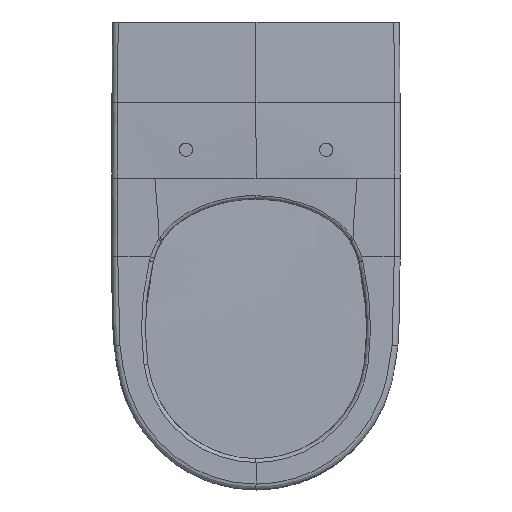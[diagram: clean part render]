
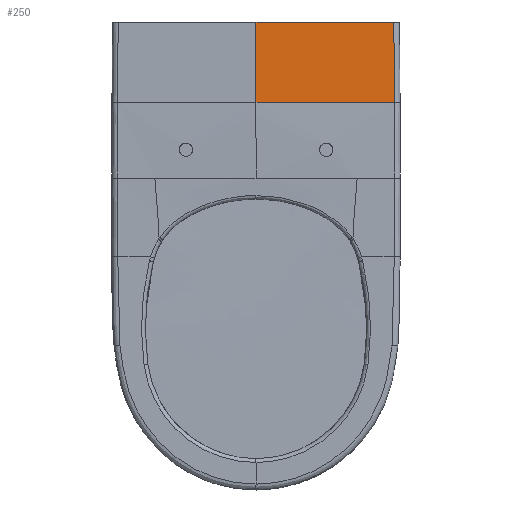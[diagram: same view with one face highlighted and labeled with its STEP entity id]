
A CAD part, top view. The second image highlights one B-rep face of the part: STEP entity #250.
In plain terms, the highlighted free-form (B-spline) face has degree [3, 3] with [6, 11] control points.
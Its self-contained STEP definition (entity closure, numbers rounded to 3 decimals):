
#120=(
BOUNDED_CURVE()
B_SPLINE_CURVE(3,(#7137,#7138,#7139,#7140,#7141,#7142,#7143,#7144),
 .UNSPECIFIED.,.F.,.F.)
B_SPLINE_CURVE_WITH_KNOTS((4,2,2,4),(0.,0.497,0.749,
1.),.UNSPECIFIED.)
CURVE()
GEOMETRIC_REPRESENTATION_ITEM()
RATIONAL_B_SPLINE_CURVE((1.,1.,1.,1.,1.,1.,1.,1.))
REPRESENTATION_ITEM('')
);
#250=ADVANCED_FACE('',(#370),#299,.T.);
#299=B_SPLINE_SURFACE_WITH_KNOTS('',3,3,((#7162,#7163,#7164,#7165,#7166,
#7167,#7168,#7169,#7170,#7171,#7172),(#7173,#7174,#7175,#7176,#7177,#7178,
#7179,#7180,#7181,#7182,#7183),(#7184,#7185,#7186,#7187,#7188,#7189,#7190,
#7191,#7192,#7193,#7194),(#7195,#7196,#7197,#7198,#7199,#7200,#7201,#7202,
#7203,#7204,#7205),(#7206,#7207,#7208,#7209,#7210,#7211,#7212,#7213,#7214,
#7215,#7216),(#7217,#7218,#7219,#7220,#7221,#7222,#7223,#7224,#7225,#7226,
#7227)),.UNSPECIFIED.,.F.,.F.,.F.,(4,1,1,4),(4,1,1,1,1,1,1,1,4),(0.,0.167,
0.833,1.),(0.,0.014,0.136,0.227,
0.257,0.287,0.379,0.5,1.),
 .UNSPECIFIED.);
#370=FACE_OUTER_BOUND('',#460,.T.);
#460=EDGE_LOOP('',(#768,#769,#770,#771));
#768=ORIENTED_EDGE('',*,*,#1300,.F.);
#769=ORIENTED_EDGE('',*,*,#1301,.F.);
#770=ORIENTED_EDGE('',*,*,#1302,.F.);
#771=ORIENTED_EDGE('',*,*,#1303,.F.);
#1098=VERTEX_POINT('',#7135);
#1099=VERTEX_POINT('',#7136);
#1100=VERTEX_POINT('',#7145);
#1101=VERTEX_POINT('',#7150);
#1300=EDGE_CURVE('',#1098,#1099,#1509,.T.);
#1301=EDGE_CURVE('',#1100,#1098,#120,.T.);
#1302=EDGE_CURVE('',#1101,#1100,#1510,.T.);
#1303=EDGE_CURVE('',#1099,#1101,#1511,.T.);
#1509=B_SPLINE_CURVE_WITH_KNOTS('',3,(#7131,#7132,#7133,#7134),
 .UNSPECIFIED.,.F.,.F.,(4,4),(0.,1.),.UNSPECIFIED.);
#1510=B_SPLINE_CURVE_WITH_KNOTS('',3,(#7146,#7147,#7148,#7149),
 .UNSPECIFIED.,.F.,.F.,(4,4),(0.,1.),.UNSPECIFIED.);
#1511=B_SPLINE_CURVE_WITH_KNOTS('',3,(#7151,#7152,#7153,#7154,#7155,#7156,
#7157,#7158,#7159,#7160,#7161),.UNSPECIFIED.,.F.,.F.,(4,1,1,1,1,1,1,1,4),
(0.,0.014,0.136,0.227,0.257,
0.287,0.379,0.5,1.),.UNSPECIFIED.);
#7131=CARTESIAN_POINT('',(177.449,-102.993,0.176));
#7132=CARTESIAN_POINT('',(118.331,-102.993,2.559));
#7133=CARTESIAN_POINT('',(59.165,-102.993,3.751));
#7134=CARTESIAN_POINT('',(0.,-102.993,3.751));
#7135=CARTESIAN_POINT('',(177.449,-102.993,0.175));
#7136=CARTESIAN_POINT('',(0.,-102.993,3.751));
#7137=CARTESIAN_POINT('',(176.854,0.,0.191));
#7138=CARTESIAN_POINT('',(177.109,-17.06,0.146));
#7139=CARTESIAN_POINT('',(177.254,-34.12,0.125));
#7140=CARTESIAN_POINT('',(177.333,-59.815,0.129));
#7141=CARTESIAN_POINT('',(177.351,-68.45,0.136));
#7142=CARTESIAN_POINT('',(177.399,-85.72,0.154));
#7143=CARTESIAN_POINT('',(177.424,-94.357,0.165));
#7144=CARTESIAN_POINT('',(177.449,-102.993,0.175));
#7145=CARTESIAN_POINT('',(176.854,0.,0.191));
#7146=CARTESIAN_POINT('',(0.,0.,3.766));
#7147=CARTESIAN_POINT('',(58.937,0.,3.766));
#7148=CARTESIAN_POINT('',(117.889,0.,2.574));
#7149=CARTESIAN_POINT('',(176.854,0.,0.191));
#7150=CARTESIAN_POINT('',(0.,0.,3.766));
#7151=CARTESIAN_POINT('',(0.,-102.993,3.751));
#7152=CARTESIAN_POINT('',(0.,-102.022,3.751));
#7153=CARTESIAN_POINT('',(-0.001,-92.712,3.747));
#7154=CARTESIAN_POINT('',(0.002,-77.148,3.736));
#7155=CARTESIAN_POINT('',(0.002,-60.47,3.727));
#7156=CARTESIAN_POINT('',(0.,-50.047,3.725));
#7157=CARTESIAN_POINT('',(-0.001,-39.623,3.725));
#7158=CARTESIAN_POINT('',(-0.002,-22.946,3.732));
#7159=CARTESIAN_POINT('',(0.004,25.971,3.796));
#7160=CARTESIAN_POINT('',(-0.012,68.627,3.956));
#7161=CARTESIAN_POINT('',(-0.025,102.946,4.085));
#7162=CARTESIAN_POINT('',(-46.186,-102.993,3.529));
#7163=CARTESIAN_POINT('',(-46.186,-102.022,3.529));
#7164=CARTESIAN_POINT('',(-46.179,-92.712,3.524));
#7165=CARTESIAN_POINT('',(-46.166,-77.148,3.513));
#7166=CARTESIAN_POINT('',(-46.155,-60.47,3.504));
#7167=CARTESIAN_POINT('',(-46.149,-50.046,3.501));
#7168=CARTESIAN_POINT('',(-46.141,-39.623,3.501));
#7169=CARTESIAN_POINT('',(-46.113,-22.945,3.509));
#7170=CARTESIAN_POINT('',(-45.962,25.972,3.574));
#7171=CARTESIAN_POINT('',(-45.682,68.627,3.739));
#7172=CARTESIAN_POINT('',(-45.456,102.946,3.871));
#7173=CARTESIAN_POINT('',(-30.79,-102.993,3.671));
#7174=CARTESIAN_POINT('',(-30.79,-102.022,3.67));
#7175=CARTESIAN_POINT('',(-30.786,-92.712,3.666));
#7176=CARTESIAN_POINT('',(-30.776,-77.148,3.655));
#7177=CARTESIAN_POINT('',(-30.769,-60.47,3.646));
#7178=CARTESIAN_POINT('',(-30.766,-50.047,3.644));
#7179=CARTESIAN_POINT('',(-30.761,-39.623,3.643));
#7180=CARTESIAN_POINT('',(-30.742,-22.945,3.651));
#7181=CARTESIAN_POINT('',(-30.64,25.971,3.715));
#7182=CARTESIAN_POINT('',(-30.458,68.627,3.877));
#7183=CARTESIAN_POINT('',(-30.312,102.945,4.007));
#7184=CARTESIAN_POINT('',(46.187,-102.993,4.075));
#7185=CARTESIAN_POINT('',(46.186,-102.022,4.074));
#7186=CARTESIAN_POINT('',(46.179,-92.712,4.071));
#7187=CARTESIAN_POINT('',(46.171,-77.148,4.061));
#7188=CARTESIAN_POINT('',(46.159,-60.471,4.052));
#7189=CARTESIAN_POINT('',(46.15,-50.047,4.05));
#7190=CARTESIAN_POINT('',(46.139,-39.624,4.05));
#7191=CARTESIAN_POINT('',(46.11,-22.947,4.057));
#7192=CARTESIAN_POINT('',(45.97,25.969,4.118));
#7193=CARTESIAN_POINT('',(45.658,68.625,4.272));
#7194=CARTESIAN_POINT('',(45.408,102.944,4.395));
#7195=CARTESIAN_POINT('',(138.544,-102.993,2.135));
#7196=CARTESIAN_POINT('',(138.542,-102.022,2.134));
#7197=CARTESIAN_POINT('',(138.521,-92.712,2.127));
#7198=CARTESIAN_POINT('',(138.492,-77.146,2.112));
#7199=CARTESIAN_POINT('',(138.458,-60.468,2.101));
#7200=CARTESIAN_POINT('',(138.433,-50.043,2.099));
#7201=CARTESIAN_POINT('',(138.403,-39.619,2.099));
#7202=CARTESIAN_POINT('',(138.318,-22.941,2.109));
#7203=CARTESIAN_POINT('',(137.885,25.979,2.186));
#7204=CARTESIAN_POINT('',(136.982,68.64,2.379));
#7205=CARTESIAN_POINT('',(136.256,102.963,2.534));
#7206=CARTESIAN_POINT('',(215.437,-102.993,-1.492));
#7207=CARTESIAN_POINT('',(215.433,-102.022,-1.494));
#7208=CARTESIAN_POINT('',(215.4,-92.71,-1.509));
#7209=CARTESIAN_POINT('',(215.352,-77.143,-1.533));
#7210=CARTESIAN_POINT('',(215.299,-60.462,-1.547));
#7211=CARTESIAN_POINT('',(215.262,-50.036,-1.55));
#7212=CARTESIAN_POINT('',(215.216,-39.61,-1.549));
#7213=CARTESIAN_POINT('',(215.084,-22.93,-1.535));
#7214=CARTESIAN_POINT('',(214.41,25.997,-1.427));
#7215=CARTESIAN_POINT('',(213.02,68.665,-1.163));
#7216=CARTESIAN_POINT('',(211.901,102.994,-0.95));
#7217=CARTESIAN_POINT('',(230.813,-102.993,-2.278));
#7218=CARTESIAN_POINT('',(230.809,-102.022,-2.28));
#7219=CARTESIAN_POINT('',(230.773,-92.71,-2.296));
#7220=CARTESIAN_POINT('',(230.722,-77.142,-2.322));
#7221=CARTESIAN_POINT('',(230.665,-60.46,-2.338));
#7222=CARTESIAN_POINT('',(230.626,-50.034,-2.341));
#7223=CARTESIAN_POINT('',(230.576,-39.609,-2.339));
#7224=CARTESIAN_POINT('',(230.435,-22.927,-2.324));
#7225=CARTESIAN_POINT('',(229.713,26.001,-2.209));
#7226=CARTESIAN_POINT('',(228.225,68.671,-1.93));
#7227=CARTESIAN_POINT('',(227.028,103.001,-1.705));
